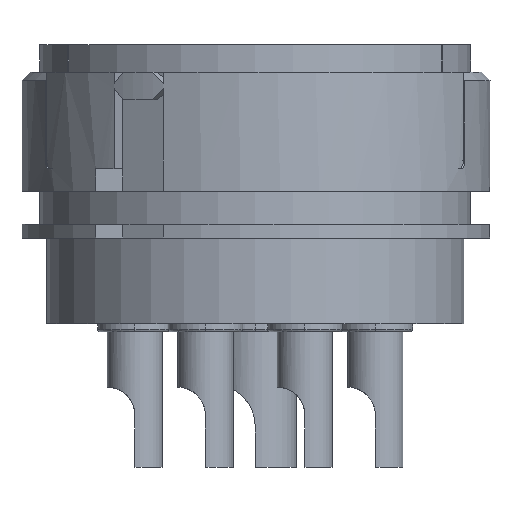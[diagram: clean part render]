
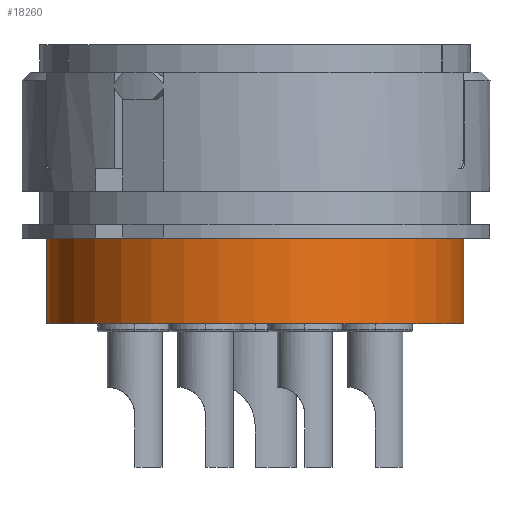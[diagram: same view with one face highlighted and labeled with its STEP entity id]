
A CAD part, left-side view. The second image highlights one B-rep face of the part: STEP entity #18260.
In plain terms, the highlighted cylindrical face has radius 7.55 mm (diameter 15.1 mm), a partial arc.
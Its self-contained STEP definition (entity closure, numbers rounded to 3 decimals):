
#1429=DIRECTION('',(0.,0.,-1.));
#1430=VECTOR('',#1429,3.1);
#1431=CARTESIAN_POINT('',(0.,-7.55,-2.5));
#1432=LINE('',#1431,#1430);
#1433=DIRECTION('',(0.,0.,-1.));
#1434=VECTOR('',#1433,3.1);
#1435=CARTESIAN_POINT('',(0.,7.55,-2.5));
#1436=LINE('',#1435,#1434);
#1437=CARTESIAN_POINT('',(0.,0.,-2.5));
#1438=DIRECTION('',(0.,0.,-1.));
#1439=DIRECTION('',(0.,-1.,0.));
#1440=AXIS2_PLACEMENT_3D('',#1437,#1438,#1439);
#1442=CARTESIAN_POINT('',(0.,0.,-5.6));
#1443=DIRECTION('',(0.,0.,-1.));
#1444=DIRECTION('',(0.,-1.,0.));
#1445=AXIS2_PLACEMENT_3D('',#1442,#1443,#1444);
#12629=CARTESIAN_POINT('',(0.,-7.55,-2.5));
#12630=CARTESIAN_POINT('',(0.,-7.55,-5.6));
#12631=VERTEX_POINT('',#12629);
#12632=VERTEX_POINT('',#12630);
#12633=CARTESIAN_POINT('',(0.,7.55,-2.5));
#12634=CARTESIAN_POINT('',(0.,7.55,-5.6));
#12635=VERTEX_POINT('',#12633);
#12636=VERTEX_POINT('',#12634);
#18248=CARTESIAN_POINT('',(0.,0.,-6.105));
#18249=DIRECTION('',(0.,0.,1.));
#18250=DIRECTION('',(0.,1.,0.));
#18251=AXIS2_PLACEMENT_3D('',#18248,#18249,#18250);
#18252=CYLINDRICAL_SURFACE('',#18251,7.55);
#18253=ORIENTED_EDGE('',*,*,#18238,.T.);
#18255=ORIENTED_EDGE('',*,*,#18254,.T.);
#18256=ORIENTED_EDGE('',*,*,#18241,.F.);
#18257=ORIENTED_EDGE('',*,*,#18085,.F.);
#18258=EDGE_LOOP('',(#18253,#18255,#18256,#18257));
#18259=FACE_OUTER_BOUND('',#18258,.F.);
#1441=CIRCLE('',#1440,7.55);
#1446=CIRCLE('',#1445,7.55);
#18085=EDGE_CURVE('',#12631,#12635,#1441,.T.);
#18238=EDGE_CURVE('',#12631,#12632,#1432,.T.);
#18241=EDGE_CURVE('',#12635,#12636,#1436,.T.);
#18254=EDGE_CURVE('',#12632,#12636,#1446,.T.);
#18260=ADVANCED_FACE('',(#18259),#18252,.T.);
